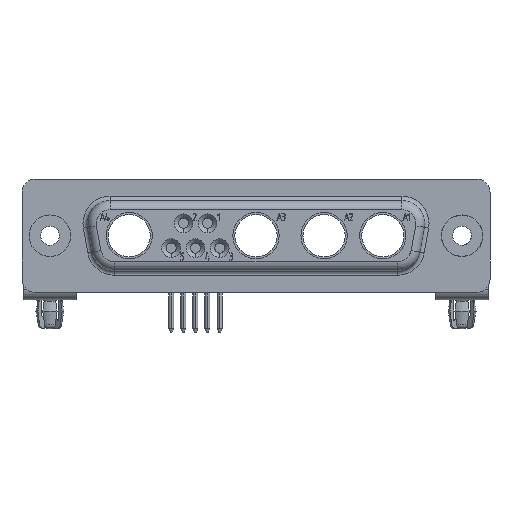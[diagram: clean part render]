
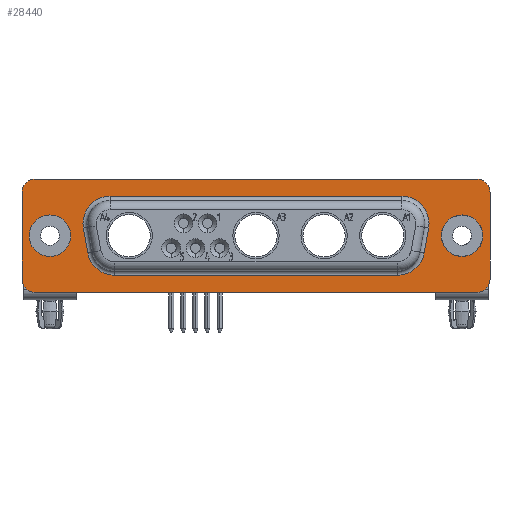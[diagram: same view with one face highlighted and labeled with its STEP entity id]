
A CAD part, front view. The second image highlights one B-rep face of the part: STEP entity #28440.
In plain terms, the highlighted face is planar.
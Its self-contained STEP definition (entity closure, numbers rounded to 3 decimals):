
#1020=CARTESIAN_POINT('',(-210.971,164.277,0.66));
#1030=DIRECTION('',(0.,0.,1.));
#1040=DIRECTION('',(0.,1.,0.));
#1050=AXIS2_PLACEMENT_3D('',#1020,#1030,#1040);
#1060=CIRCLE('',#1050,1.5);
#1070=CARTESIAN_POINT('',(-210.971,162.777,0.66));
#1080=VERTEX_POINT('',#1070);
#1090=CARTESIAN_POINT('',(-209.471,164.277,0.66));
#1100=VERTEX_POINT('',#1090);
#1110=EDGE_CURVE('',#1080,#1100,#1060,.T.);
#7430=CARTESIAN_POINT('',(-210.971,216.197,0.66));
#7440=VERTEX_POINT('',#7430);
#7470=CARTESIAN_POINT('',(-194.125,216.197,0.66
));
#7480=DIRECTION('',(-1.,0.,0.));
#7490=VECTOR('',#7480,1.);
#7500=LINE('',#7470,#7490);
#7510=CARTESIAN_POINT('',(-220.901,216.197,0.66));
#7520=VERTEX_POINT('',#7510);
#7530=EDGE_CURVE('',#7440,#7520,#7500,.T.);
#22640=CARTESIAN_POINT('',(-209.471,214.697,0.66));
#22650=VERTEX_POINT('',#22640);
#22680=CARTESIAN_POINT('',(-210.971,214.697,0.66));
#22690=DIRECTION('',(0.,0.,-1.));
#22700=DIRECTION('',(-1.,0.,0.));
#22710=AXIS2_PLACEMENT_3D('',#22680,#22690,#22700);
#22720=CIRCLE('',#22710,1.5);
#22730=EDGE_CURVE('',#7440,#22650,#22720,.T.);
#26960=CARTESIAN_POINT('',(-213.317,219.428,
0.66));
#26970=DIRECTION('',(0.,0.,-1.));
#26980=DIRECTION('',(1.,0.,0.));
#26990=AXIS2_PLACEMENT_3D('',#26960,#26970,#26980);
#27000=PLANE('',#26990);
#27010=CARTESIAN_POINT('',(-215.936,165.967,0.66));
#27020=DIRECTION('',(0.,0.,1.));
#27030=DIRECTION('',(0.,-1.,0.));
#27040=AXIS2_PLACEMENT_3D('',#27010,#27020,#27030);
#27050=CIRCLE('',#27040,2.37);
#27060=CARTESIAN_POINT('',(-215.936,163.597,0.66));
#27070=VERTEX_POINT('',#27060);
#27080=CARTESIAN_POINT('',(-215.936,168.337,0.66));
#27090=VERTEX_POINT('',#27080);
#27100=EDGE_CURVE('',#27070,#27090,#27050,.T.);
#27110=ORIENTED_EDGE('',*,*,#27100,.F.);
#27120=EDGE_CURVE('',#27090,#27070,#27050,.T.);
#27130=ORIENTED_EDGE('',*,*,#27120,.F.);
#27140=EDGE_LOOP('',(#27130,#27110));
#27150=FACE_BOUND('',#27140,.T.);
#27160=CARTESIAN_POINT('',(-215.936,213.007,0.66));
#27170=DIRECTION('',(0.,0.,1.));
#27180=DIRECTION('',(0.,-1.,0.));
#27190=AXIS2_PLACEMENT_3D('',#27160,#27170,#27180);
#27200=CIRCLE('',#27190,2.37);
#27210=CARTESIAN_POINT('',(-215.936,210.637,0.66));
#27220=VERTEX_POINT('',#27210);
#27230=CARTESIAN_POINT('',(-215.936,215.377,0.66));
#27240=VERTEX_POINT('',#27230);
#27250=EDGE_CURVE('',#27220,#27240,#27200,.T.);
#27260=ORIENTED_EDGE('',*,*,#27250,.F.);
#27270=EDGE_CURVE('',#27240,#27220,#27200,.T.);
#27280=ORIENTED_EDGE('',*,*,#27270,.F.);
#27290=EDGE_LOOP('',(#27280,#27260));
#27300=FACE_BOUND('',#27290,.T.);
#27310=CARTESIAN_POINT('',(-217.346,173.335,
0.66));
#27320=DIRECTION('',(0.,0.,-1.));
#27330=DIRECTION('',(-1.,0.,0.));
#27340=AXIS2_PLACEMENT_3D('',#27310,#27320,#27330);
#27350=CIRCLE('',#27340,3.1);
#27360=CARTESIAN_POINT('',(-217.884,170.282,
0.66));
#27370=VERTEX_POINT('',#27360);
#27380=CARTESIAN_POINT('',(-220.446,173.335,
0.66));
#27390=VERTEX_POINT('',#27380);
#27400=EDGE_CURVE('',#27370,#27390,#27350,.T.);
#27410=ORIENTED_EDGE('',*,*,#27400,.T.);
#27420=CARTESIAN_POINT('',(-194.125,166.092,
0.66));
#27430=DIRECTION('',(0.985,-0.174,
0.));
#27440=VECTOR('',#27430,1.);
#27450=LINE('',#27420,#27440);
#27460=CARTESIAN_POINT('',(-215.064,169.784,
0.66));
#27470=VERTEX_POINT('',#27460);
#27480=EDGE_CURVE('',#27370,#27470,#27450,.T.);
#27490=ORIENTED_EDGE('',*,*,#27480,.F.);
#27500=CARTESIAN_POINT('',(-214.526,172.837,0.66));
#27510=DIRECTION('',(0.,0.,1.));
#27520=DIRECTION('',(1.,0.,0.));
#27530=AXIS2_PLACEMENT_3D('',#27500,#27510,#27520);
#27540=CIRCLE('',#27530,3.1);
#27550=CARTESIAN_POINT('',(-211.426,172.837,0.66));
#27560=VERTEX_POINT('',#27550);
#27570=EDGE_CURVE('',#27470,#27560,#27540,.T.);
#27580=ORIENTED_EDGE('',*,*,#27570,.F.);
#27590=CARTESIAN_POINT('',(-211.426,175.246,
0.66));
#27600=DIRECTION('',(0.,1.,0.));
#27610=VECTOR('',#27600,1.);
#27620=LINE('',#27590,#27610);
#27630=CARTESIAN_POINT('',(-211.426,206.137,0.66));
#27640=VERTEX_POINT('',#27630);
#27650=EDGE_CURVE('',#27560,#27640,#27620,.T.);
#27660=ORIENTED_EDGE('',*,*,#27650,.F.);
#27670=CARTESIAN_POINT('',(-214.526,206.137,0.66));
#27680=DIRECTION('',(0.,0.,1.));
#27690=DIRECTION('',(1.,0.,0.));
#27700=AXIS2_PLACEMENT_3D('',#27670,#27680,#27690);
#27710=CIRCLE('',#27700,3.1);
#27720=CARTESIAN_POINT('',(-215.064,209.19,
0.66));
#27730=VERTEX_POINT('',#27720);
#27740=EDGE_CURVE('',#27640,#27730,#27710,.T.);
#27750=ORIENTED_EDGE('',*,*,#27740,.F.);
#27760=CARTESIAN_POINT('',(-194.125,212.882,
0.66));
#27770=DIRECTION('',(-0.985,-0.174,
0.));
#27780=VECTOR('',#27770,1.);
#27790=LINE('',#27760,#27780);
#27800=CARTESIAN_POINT('',(-217.884,208.693,
0.66));
#27810=VERTEX_POINT('',#27800);
#27820=EDGE_CURVE('',#27730,#27810,#27790,.T.);
#27830=ORIENTED_EDGE('',*,*,#27820,.F.);
#27840=CARTESIAN_POINT('',(-217.346,205.64,
0.66));
#27850=DIRECTION('',(0.,0.,-1.));
#27860=DIRECTION('',(-1.,0.,0.));
#27870=AXIS2_PLACEMENT_3D('',#27840,#27850,#27860);
#27880=CIRCLE('',#27870,3.1);
#27890=CARTESIAN_POINT('',(-220.446,205.64,
0.66));
#27900=VERTEX_POINT('',#27890);
#27910=EDGE_CURVE('',#27900,#27810,#27880,.T.);
#27920=ORIENTED_EDGE('',*,*,#27910,.T.);
#27930=CARTESIAN_POINT('',(-220.446,175.246,
0.66));
#27940=DIRECTION('',(0.,-1.,0.));
#27950=VECTOR('',#27940,1.);
#27960=LINE('',#27930,#27950);
#27970=EDGE_CURVE('',#27900,#27390,#27960,.T.);
#27980=ORIENTED_EDGE('',*,*,#27970,.F.);
#27990=EDGE_LOOP('',(#27980,#27920,#27830,#27750,#27660,#27580,#27490,
#27410));
#28000=FACE_BOUND('',#27990,.T.);
#28010=ORIENTED_EDGE('',*,*,#1110,.T.);
#28020=CARTESIAN_POINT('',(-194.125,162.777,
0.66));
#28030=DIRECTION('',(1.,0.,0.));
#28040=VECTOR('',#28030,1.);
#28050=LINE('',#28020,#28040);
#28060=CARTESIAN_POINT('',(-220.901,162.777,0.66));
#28070=VERTEX_POINT('',#28060);
#28080=EDGE_CURVE('',#28070,#1080,#28050,.T.);
#28090=ORIENTED_EDGE('',*,*,#28080,.T.);
#28100=CARTESIAN_POINT('',(-220.901,164.277,0.66));
#28110=DIRECTION('',(0.,0.,-1.));
#28120=DIRECTION('',(0.,-1.,0.));
#28130=AXIS2_PLACEMENT_3D('',#28100,#28110,#28120);
#28140=CIRCLE('',#28130,1.5);
#28150=CARTESIAN_POINT('',(-222.401,164.277,0.66));
#28160=VERTEX_POINT('',#28150);
#28170=EDGE_CURVE('',#28070,#28160,#28140,.T.);
#28180=ORIENTED_EDGE('',*,*,#28170,.F.);
#28190=CARTESIAN_POINT('',(-222.401,153.166,
0.66));
#28200=DIRECTION('',(0.,1.,0.));
#28210=VECTOR('',#28200,1.);
#28220=LINE('',#28190,#28210);
#28230=CARTESIAN_POINT('',(-222.401,214.697,0.66));
#28240=VERTEX_POINT('',#28230);
#28250=EDGE_CURVE('',#28160,#28240,#28220,.T.);
#28260=ORIENTED_EDGE('',*,*,#28250,.F.);
#28270=CARTESIAN_POINT('',(-220.901,214.697,0.66));
#28280=DIRECTION('',(0.,0.,1.));
#28290=DIRECTION('',(1.,0.,0.));
#28300=AXIS2_PLACEMENT_3D('',#28270,#28280,#28290);
#28310=CIRCLE('',#28300,1.5);
#28320=EDGE_CURVE('',#7520,#28240,#28310,.T.);
#28330=ORIENTED_EDGE('',*,*,#28320,.T.);
#28340=ORIENTED_EDGE('',*,*,#7530,.T.);
#28350=ORIENTED_EDGE('',*,*,#22730,.F.);
#28360=CARTESIAN_POINT('',(-209.471,153.166,
0.66));
#28370=DIRECTION('',(0.,-1.,0.));
#28380=VECTOR('',#28370,1.);
#28390=LINE('',#28360,#28380);
#28400=EDGE_CURVE('',#22650,#1100,#28390,.T.);
#28410=ORIENTED_EDGE('',*,*,#28400,.F.);
#28420=EDGE_LOOP('',(#28410,#28350,#28340,#28330,#28260,#28180,#28090,
#28010));
#28430=FACE_OUTER_BOUND('',#28420,.T.);
#28440=ADVANCED_FACE('',(#27150,#27300,#28000,#28430),#27000,.F.);
